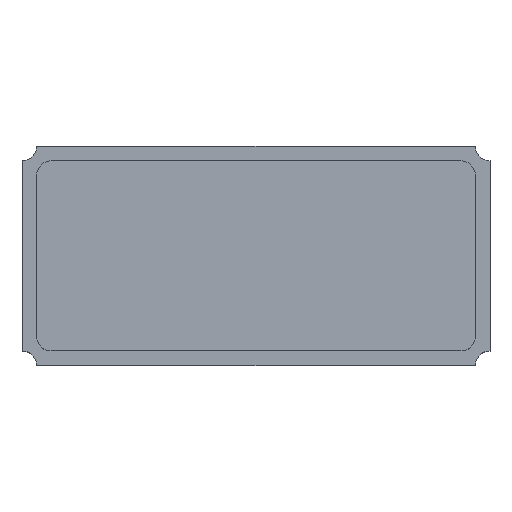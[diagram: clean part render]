
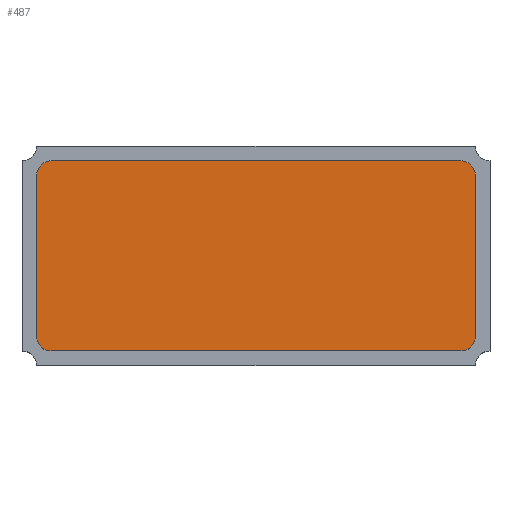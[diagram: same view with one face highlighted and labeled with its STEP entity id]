
A CAD part, top view. The second image highlights one B-rep face of the part: STEP entity #487.
In plain terms, the highlighted planar face has unit normal (0, 0, 1).
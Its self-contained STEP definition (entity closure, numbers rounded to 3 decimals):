
#21 = VERTEX_POINT ( 'NONE', #169 ) ;
#24 = CARTESIAN_POINT ( 'NONE',  ( 3.1, 0.2, 0.75 ) ) ;
#35 = CARTESIAN_POINT ( 'NONE',  ( 0.1, 1.4, 0.75 ) ) ;
#36 = VERTEX_POINT ( 'NONE', #408 ) ;
#37 = DIRECTION ( 'NONE',  ( 1., 0., 0. ) ) ;
#41 = CARTESIAN_POINT ( 'NONE',  ( 0.2, 1.4, 0.75 ) ) ;
#42 = AXIS2_PLACEMENT_3D ( 'NONE', #470, #430, #520 ) ;
#47 = PLANE ( 'NONE',  #76 ) ;
#56 = VECTOR ( 'NONE', #279, 1000. ) ;
#59 = AXIS2_PLACEMENT_3D ( 'NONE', #148, #284, #434 ) ;
#70 = ORIENTED_EDGE ( 'NONE', *, *, #568, .T. ) ;
#76 = AXIS2_PLACEMENT_3D ( 'NONE', #484, #489, #37 ) ;
#84 = ORIENTED_EDGE ( 'NONE', *, *, #600, .T. ) ;
#91 = ORIENTED_EDGE ( 'NONE', *, *, #242, .T. ) ;
#96 = CARTESIAN_POINT ( 'NONE',  ( 3.1, 1.4, 0.75 ) ) ;
#148 = CARTESIAN_POINT ( 'NONE',  ( 0.2, 1.3, 0.75 ) ) ;
#169 = CARTESIAN_POINT ( 'NONE',  ( 3., 0.1, 0.75 ) ) ;
#174 = ORIENTED_EDGE ( 'NONE', *, *, #272, .T. ) ;
#191 = AXIS2_PLACEMENT_3D ( 'NONE', #395, #389, #240 ) ;
#193 = AXIS2_PLACEMENT_3D ( 'NONE', #480, #523, #610 ) ;
#213 = LINE ( 'NONE', #96, #456 ) ;
#240 = DIRECTION ( 'NONE',  ( 1., 0., 0. ) ) ;
#242 = EDGE_CURVE ( 'NONE', #21, #362, #495, .T. ) ;
#253 = LINE ( 'NONE', #35, #360 ) ;
#272 = EDGE_CURVE ( 'NONE', #595, #519, #451, .T. ) ;
#276 = CARTESIAN_POINT ( 'NONE',  ( 0.1, 0.1, 0.75 ) ) ;
#279 = DIRECTION ( 'NONE',  ( 1., 0., 0. ) ) ;
#284 = DIRECTION ( 'NONE',  ( 0., 0., 1. ) ) ;
#292 = EDGE_CURVE ( 'NONE', #599, #21, #313, .T. ) ;
#293 = ORIENTED_EDGE ( 'NONE', *, *, #527, .T. ) ;
#297 = CARTESIAN_POINT ( 'NONE',  ( 0.1, 1.4, 0.75 ) ) ;
#301 = CIRCLE ( 'NONE', #42, 0.1 ) ;
#312 = ORIENTED_EDGE ( 'NONE', *, *, #422, .T. ) ;
#313 = LINE ( 'NONE', #276, #56 ) ;
#335 = VECTOR ( 'NONE', #536, 1000. ) ;
#336 = CARTESIAN_POINT ( 'NONE',  ( 0.1, 1.3, 0.75 ) ) ;
#360 = VECTOR ( 'NONE', #531, 1000. ) ;
#362 = VERTEX_POINT ( 'NONE', #24 ) ;
#369 = LINE ( 'NONE', #297, #335 ) ;
#389 = DIRECTION ( 'NONE',  ( 0., 0., 1. ) ) ;
#395 = CARTESIAN_POINT ( 'NONE',  ( 3., 1.3, 0.75 ) ) ;
#408 = CARTESIAN_POINT ( 'NONE',  ( 0.1, 0.2, 0.75 ) ) ;
#410 = EDGE_CURVE ( 'NONE', #519, #479, #369, .T. ) ;
#411 = ORIENTED_EDGE ( 'NONE', *, *, #292, .T. ) ;
#422 = EDGE_CURVE ( 'NONE', #362, #595, #213, .T. ) ;
#430 = DIRECTION ( 'NONE',  ( 0., 0., 1. ) ) ;
#434 = DIRECTION ( 'NONE',  ( 1., 0., 0. ) ) ;
#436 = DIRECTION ( 'NONE',  ( 0., 1., 0. ) ) ;
#437 = CARTESIAN_POINT ( 'NONE',  ( 3.1, 1.3, 0.75 ) ) ;
#441 = CARTESIAN_POINT ( 'NONE',  ( 3., 1.4, 0.75 ) ) ;
#442 = VERTEX_POINT ( 'NONE', #336 ) ;
#451 = CIRCLE ( 'NONE', #191, 0.1 ) ;
#456 = VECTOR ( 'NONE', #436, 1000. ) ;
#470 = CARTESIAN_POINT ( 'NONE',  ( 0.2, 0.2, 0.75 ) ) ;
#479 = VERTEX_POINT ( 'NONE', #41 ) ;
#480 = CARTESIAN_POINT ( 'NONE',  ( 3., 0.2, 0.75 ) ) ;
#484 = CARTESIAN_POINT ( 'NONE',  ( 0., 0., 0.75 ) ) ;
#485 = EDGE_LOOP ( 'NONE', ( #312, #174, #584, #70, #293, #84, #411, #91 ) ) ;
#487 = ADVANCED_FACE ( 'NONE', ( #494 ), #47, .T. ) ;
#489 = DIRECTION ( 'NONE',  ( 0., 0., 1. ) ) ;
#494 = FACE_OUTER_BOUND ( 'NONE', #485, .T. ) ;
#495 = CIRCLE ( 'NONE', #193, 0.1 ) ;
#519 = VERTEX_POINT ( 'NONE', #441 ) ;
#520 = DIRECTION ( 'NONE',  ( 1., 0., 0. ) ) ;
#523 = DIRECTION ( 'NONE',  ( 0., 0., 1. ) ) ;
#527 = EDGE_CURVE ( 'NONE', #442, #36, #253, .T. ) ;
#531 = DIRECTION ( 'NONE',  ( 0., -1., 0. ) ) ;
#536 = DIRECTION ( 'NONE',  ( -1., 0., 0. ) ) ;
#562 = CARTESIAN_POINT ( 'NONE',  ( 0.2, 0.1, 0.75 ) ) ;
#568 = EDGE_CURVE ( 'NONE', #479, #442, #580, .T. ) ;
#580 = CIRCLE ( 'NONE', #59, 0.1 ) ;
#584 = ORIENTED_EDGE ( 'NONE', *, *, #410, .T. ) ;
#595 = VERTEX_POINT ( 'NONE', #437 ) ;
#599 = VERTEX_POINT ( 'NONE', #562 ) ;
#600 = EDGE_CURVE ( 'NONE', #36, #599, #301, .T. ) ;
#610 = DIRECTION ( 'NONE',  ( 1., 0., 0. ) ) ;
